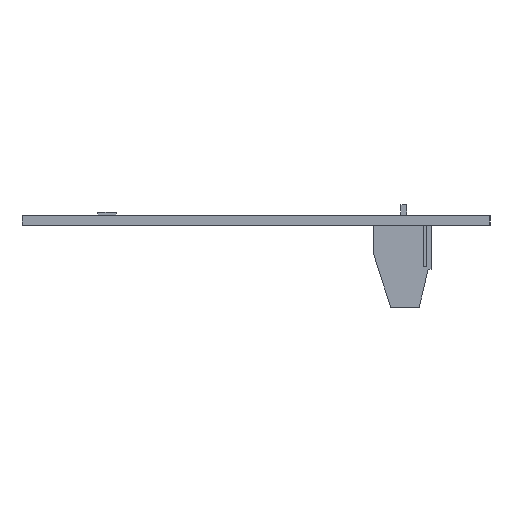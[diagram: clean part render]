
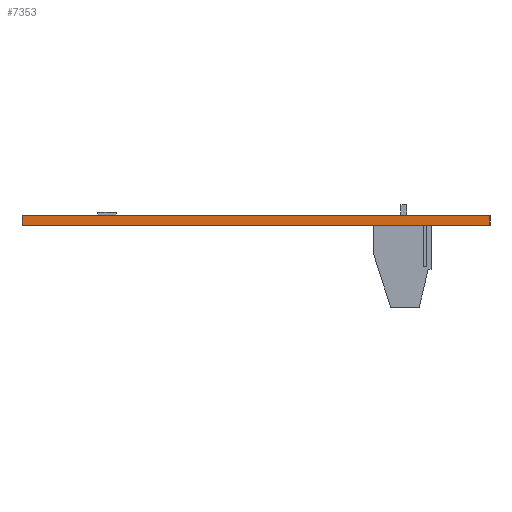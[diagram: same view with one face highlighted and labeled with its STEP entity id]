
A CAD part, left-side view. The second image highlights one B-rep face of the part: STEP entity #7353.
In plain terms, the highlighted planar face has unit normal (-1, 0, 0).
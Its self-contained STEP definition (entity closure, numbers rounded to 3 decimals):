
#7353 = ADVANCED_FACE('',(#7354),#7368,.T.);
#7354 = FACE_BOUND('',#7355,.T.);
#7355 = EDGE_LOOP('',(#7356,#7391,#7419,#7447));
#7356 = ORIENTED_EDGE('',*,*,#7357,.T.);
#7357 = EDGE_CURVE('',#7358,#7360,#7362,.T.);
#7358 = VERTEX_POINT('',#7359);
#7359 = CARTESIAN_POINT('',(100.203,-135.769,0.));
#7360 = VERTEX_POINT('',#7361);
#7361 = CARTESIAN_POINT('',(100.203,-135.769,1.6));
#7362 = SURFACE_CURVE('',#7363,(#7367,#7379),.PCURVE_S1.);
#7363 = LINE('',#7364,#7365);
#7364 = CARTESIAN_POINT('',(100.203,-135.769,0.));
#7365 = VECTOR('',#7366,1.);
#7366 = DIRECTION('',(0.,0.,1.));
#7367 = PCURVE('',#7368,#7373);
#7368 = PLANE('',#7369);
#7369 = AXIS2_PLACEMENT_3D('',#7370,#7371,#7372);
#7370 = CARTESIAN_POINT('',(100.203,-135.769,0.));
#7371 = DIRECTION('',(-1.,0.,0.));
#7372 = DIRECTION('',(0.,1.,0.));
#7373 = DEFINITIONAL_REPRESENTATION('',(#7374),#7378);
#7374 = LINE('',#7375,#7376);
#7375 = CARTESIAN_POINT('',(0.,0.));
#7376 = VECTOR('',#7377,1.);
#7377 = DIRECTION('',(0.,-1.));
#7378 = ( GEOMETRIC_REPRESENTATION_CONTEXT(2) 
PARAMETRIC_REPRESENTATION_CONTEXT() REPRESENTATION_CONTEXT('2D SPACE',''
  ) );
#7379 = PCURVE('',#7380,#7385);
#7380 = PLANE('',#7381);
#7381 = AXIS2_PLACEMENT_3D('',#7382,#7383,#7384);
#7382 = CARTESIAN_POINT('',(198.247,-135.769,0.));
#7383 = DIRECTION('',(0.,-1.,0.));
#7384 = DIRECTION('',(-1.,0.,0.));
#7385 = DEFINITIONAL_REPRESENTATION('',(#7386),#7390);
#7386 = LINE('',#7387,#7388);
#7387 = CARTESIAN_POINT('',(98.044,0.));
#7388 = VECTOR('',#7389,1.);
#7389 = DIRECTION('',(0.,-1.));
#7390 = ( GEOMETRIC_REPRESENTATION_CONTEXT(2) 
PARAMETRIC_REPRESENTATION_CONTEXT() REPRESENTATION_CONTEXT('2D SPACE',''
  ) );
#7391 = ORIENTED_EDGE('',*,*,#7392,.T.);
#7392 = EDGE_CURVE('',#7360,#7393,#7395,.T.);
#7393 = VERTEX_POINT('',#7394);
#7394 = CARTESIAN_POINT('',(100.203,-56.769,1.6));
#7395 = SURFACE_CURVE('',#7396,(#7400,#7407),.PCURVE_S1.);
#7396 = LINE('',#7397,#7398);
#7397 = CARTESIAN_POINT('',(100.203,-135.769,1.6));
#7398 = VECTOR('',#7399,1.);
#7399 = DIRECTION('',(0.,1.,0.));
#7400 = PCURVE('',#7368,#7401);
#7401 = DEFINITIONAL_REPRESENTATION('',(#7402),#7406);
#7402 = LINE('',#7403,#7404);
#7403 = CARTESIAN_POINT('',(0.,-1.6));
#7404 = VECTOR('',#7405,1.);
#7405 = DIRECTION('',(1.,0.));
#7406 = ( GEOMETRIC_REPRESENTATION_CONTEXT(2) 
PARAMETRIC_REPRESENTATION_CONTEXT() REPRESENTATION_CONTEXT('2D SPACE',''
  ) );
#7407 = PCURVE('',#7408,#7413);
#7408 = PLANE('',#7409);
#7409 = AXIS2_PLACEMENT_3D('',#7410,#7411,#7412);
#7410 = CARTESIAN_POINT('',(149.225,-96.269,1.6));
#7411 = DIRECTION('',(-0.,-0.,-1.));
#7412 = DIRECTION('',(-1.,0.,0.));
#7413 = DEFINITIONAL_REPRESENTATION('',(#7414),#7418);
#7414 = LINE('',#7415,#7416);
#7415 = CARTESIAN_POINT('',(49.022,-39.5));
#7416 = VECTOR('',#7417,1.);
#7417 = DIRECTION('',(0.,1.));
#7418 = ( GEOMETRIC_REPRESENTATION_CONTEXT(2) 
PARAMETRIC_REPRESENTATION_CONTEXT() REPRESENTATION_CONTEXT('2D SPACE',''
  ) );
#7419 = ORIENTED_EDGE('',*,*,#7420,.F.);
#7420 = EDGE_CURVE('',#7421,#7393,#7423,.T.);
#7421 = VERTEX_POINT('',#7422);
#7422 = CARTESIAN_POINT('',(100.203,-56.769,0.));
#7423 = SURFACE_CURVE('',#7424,(#7428,#7435),.PCURVE_S1.);
#7424 = LINE('',#7425,#7426);
#7425 = CARTESIAN_POINT('',(100.203,-56.769,0.));
#7426 = VECTOR('',#7427,1.);
#7427 = DIRECTION('',(0.,0.,1.));
#7428 = PCURVE('',#7368,#7429);
#7429 = DEFINITIONAL_REPRESENTATION('',(#7430),#7434);
#7430 = LINE('',#7431,#7432);
#7431 = CARTESIAN_POINT('',(79.,0.));
#7432 = VECTOR('',#7433,1.);
#7433 = DIRECTION('',(0.,-1.));
#7434 = ( GEOMETRIC_REPRESENTATION_CONTEXT(2) 
PARAMETRIC_REPRESENTATION_CONTEXT() REPRESENTATION_CONTEXT('2D SPACE',''
  ) );
#7435 = PCURVE('',#7436,#7441);
#7436 = PLANE('',#7437);
#7437 = AXIS2_PLACEMENT_3D('',#7438,#7439,#7440);
#7438 = CARTESIAN_POINT('',(100.203,-56.769,0.));
#7439 = DIRECTION('',(0.,1.,0.));
#7440 = DIRECTION('',(1.,0.,0.));
#7441 = DEFINITIONAL_REPRESENTATION('',(#7442),#7446);
#7442 = LINE('',#7443,#7444);
#7443 = CARTESIAN_POINT('',(0.,0.));
#7444 = VECTOR('',#7445,1.);
#7445 = DIRECTION('',(0.,-1.));
#7446 = ( GEOMETRIC_REPRESENTATION_CONTEXT(2) 
PARAMETRIC_REPRESENTATION_CONTEXT() REPRESENTATION_CONTEXT('2D SPACE',''
  ) );
#7447 = ORIENTED_EDGE('',*,*,#7448,.F.);
#7448 = EDGE_CURVE('',#7358,#7421,#7449,.T.);
#7449 = SURFACE_CURVE('',#7450,(#7454,#7461),.PCURVE_S1.);
#7450 = LINE('',#7451,#7452);
#7451 = CARTESIAN_POINT('',(100.203,-135.769,0.));
#7452 = VECTOR('',#7453,1.);
#7453 = DIRECTION('',(0.,1.,0.));
#7454 = PCURVE('',#7368,#7455);
#7455 = DEFINITIONAL_REPRESENTATION('',(#7456),#7460);
#7456 = LINE('',#7457,#7458);
#7457 = CARTESIAN_POINT('',(0.,0.));
#7458 = VECTOR('',#7459,1.);
#7459 = DIRECTION('',(1.,0.));
#7460 = ( GEOMETRIC_REPRESENTATION_CONTEXT(2) 
PARAMETRIC_REPRESENTATION_CONTEXT() REPRESENTATION_CONTEXT('2D SPACE',''
  ) );
#7461 = PCURVE('',#7462,#7467);
#7462 = PLANE('',#7463);
#7463 = AXIS2_PLACEMENT_3D('',#7464,#7465,#7466);
#7464 = CARTESIAN_POINT('',(149.225,-96.269,0.));
#7465 = DIRECTION('',(-0.,-0.,-1.));
#7466 = DIRECTION('',(-1.,0.,0.));
#7467 = DEFINITIONAL_REPRESENTATION('',(#7468),#7472);
#7468 = LINE('',#7469,#7470);
#7469 = CARTESIAN_POINT('',(49.022,-39.5));
#7470 = VECTOR('',#7471,1.);
#7471 = DIRECTION('',(0.,1.));
#7472 = ( GEOMETRIC_REPRESENTATION_CONTEXT(2) 
PARAMETRIC_REPRESENTATION_CONTEXT() REPRESENTATION_CONTEXT('2D SPACE',''
  ) );
